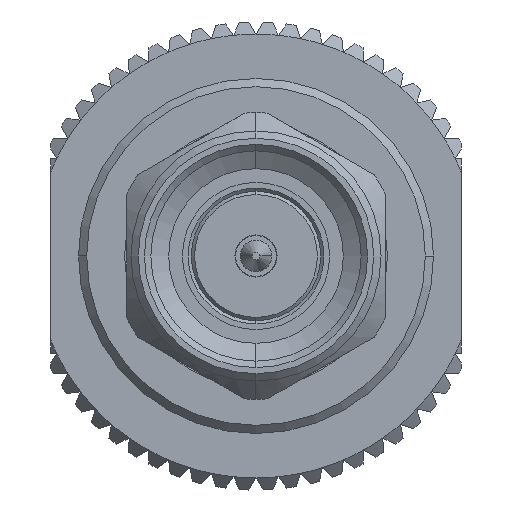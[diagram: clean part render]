
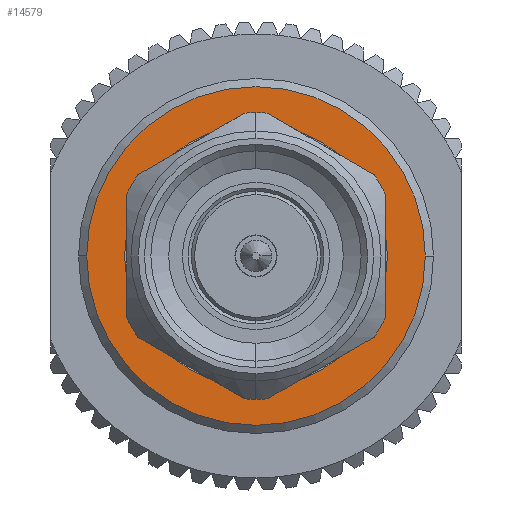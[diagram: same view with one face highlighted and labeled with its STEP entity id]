
A CAD part, left-side view. The second image highlights one B-rep face of the part: STEP entity #14579.
In plain terms, the highlighted face is planar.
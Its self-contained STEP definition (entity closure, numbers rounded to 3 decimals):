
#152 = AXIS2_PLACEMENT_3D ( 'NONE', #6380, #13846, #4051 ) ;
#245 = PLANE ( 'NONE',  #14018 ) ;
#370 = ORIENTED_EDGE ( 'NONE', *, *, #8358, .T. ) ;
#400 = DIRECTION ( 'NONE',  ( 0., 1., 0. ) ) ;
#641 = EDGE_LOOP ( 'NONE', ( #8930, #11103 ) ) ;
#676 = EDGE_CURVE ( 'NONE', #12094, #683, #10771, .T. ) ;
#683 = VERTEX_POINT ( 'NONE', #12720 ) ;
#855 = CARTESIAN_POINT ( 'NONE',  ( 23.515, 0., -5.236 ) ) ;
#957 = EDGE_CURVE ( 'NONE', #6531, #11999, #4124, .T. ) ;
#3732 = CIRCLE ( 'NONE', #152, 2.211 ) ;
#4051 = DIRECTION ( 'NONE',  ( 0., 0., -1. ) ) ;
#4124 = CIRCLE ( 'NONE', #11296, 5.236 ) ;
#4781 = CARTESIAN_POINT ( 'NONE',  ( 23.515, 0., 2.211 ) ) ;
#4832 = CARTESIAN_POINT ( 'NONE',  ( 23.515, 0., 0. ) ) ;
#4908 = DIRECTION ( 'NONE',  ( 0., 0., -1. ) ) ;
#4984 = DIRECTION ( 'NONE',  ( 1., 0., 0. ) ) ;
#5318 = CARTESIAN_POINT ( 'NONE',  ( 23.515, 0., 0. ) ) ;
#5417 = AXIS2_PLACEMENT_3D ( 'NONE', #9026, #7727, #12640 ) ;
#5732 = EDGE_LOOP ( 'NONE', ( #370, #10081 ) ) ;
#6380 = CARTESIAN_POINT ( 'NONE',  ( 23.515, 0., 0. ) ) ;
#6502 = FACE_OUTER_BOUND ( 'NONE', #5732, .T. ) ;
#6531 = VERTEX_POINT ( 'NONE', #855 ) ;
#7605 = CIRCLE ( 'NONE', #15804, 5.236 ) ;
#7727 = DIRECTION ( 'NONE',  ( 1., 0., 0. ) ) ;
#7784 = DIRECTION ( 'NONE',  ( 1., 0., 0. ) ) ;
#8358 = EDGE_CURVE ( 'NONE', #11999, #6531, #7605, .T. ) ;
#8930 = ORIENTED_EDGE ( 'NONE', *, *, #13614, .F. ) ;
#9026 = CARTESIAN_POINT ( 'NONE',  ( 23.515, 0., 0. ) ) ;
#10081 = ORIENTED_EDGE ( 'NONE', *, *, #957, .T. ) ;
#10277 = CARTESIAN_POINT ( 'NONE',  ( 23.515, 5.49, 0. ) ) ;
#10771 = CIRCLE ( 'NONE', #5417, 2.211 ) ;
#11103 = ORIENTED_EDGE ( 'NONE', *, *, #676, .F. ) ;
#11296 = AXIS2_PLACEMENT_3D ( 'NONE', #4832, #4984, #4908 ) ;
#11309 = FACE_BOUND ( 'NONE', #641, .T. ) ;
#11689 = CARTESIAN_POINT ( 'NONE',  ( 23.515, 0., 5.236 ) ) ;
#11999 = VERTEX_POINT ( 'NONE', #11689 ) ;
#12094 = VERTEX_POINT ( 'NONE', #4781 ) ;
#12640 = DIRECTION ( 'NONE',  ( 0., 0., -1. ) ) ;
#12720 = CARTESIAN_POINT ( 'NONE',  ( 23.515, 0., -2.211 ) ) ;
#13614 = EDGE_CURVE ( 'NONE', #683, #12094, #3732, .T. ) ;
#13846 = DIRECTION ( 'NONE',  ( 1., 0., 0. ) ) ;
#14018 = AXIS2_PLACEMENT_3D ( 'NONE', #10277, #14918, #400 ) ;
#14579 = ADVANCED_FACE ( 'NONE', ( #11309, #6502 ), #245, .T. ) ;
#14764 = DIRECTION ( 'NONE',  ( 0., 0., -1. ) ) ;
#14918 = DIRECTION ( 'NONE',  ( 1., 0., 0. ) ) ;
#15804 = AXIS2_PLACEMENT_3D ( 'NONE', #5318, #7784, #14764 ) ;
